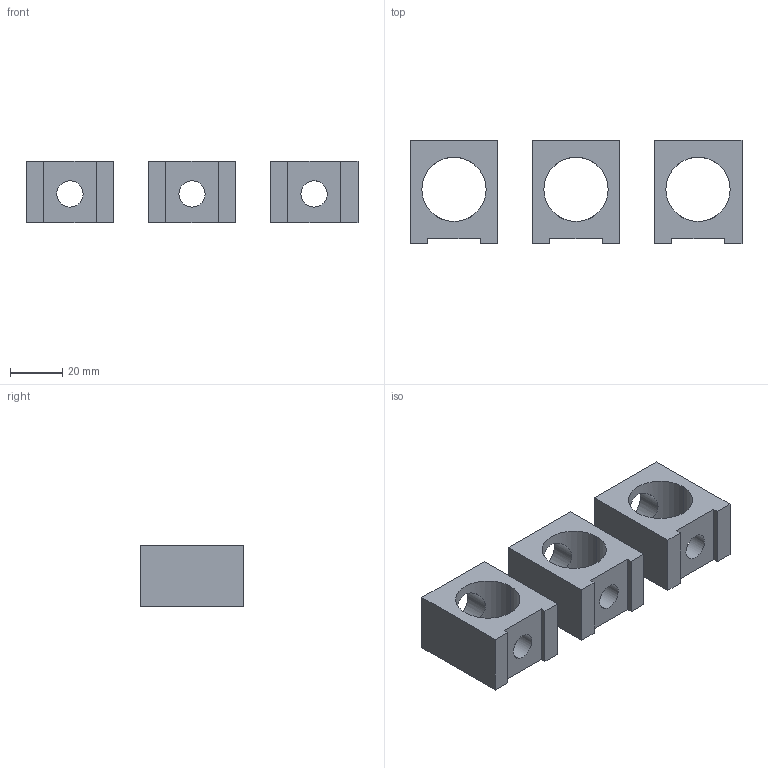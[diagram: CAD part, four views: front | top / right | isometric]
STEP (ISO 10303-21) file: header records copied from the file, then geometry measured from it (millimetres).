
FILE_DESCRIPTION(('CATIA V5 STEP Exchange'),'2;1');
FILE_NAME('1SDH001294R0141_1PA_001_00_A3_3p_FCCuAl_300mmq_sup.stp','2014-12-04T15:44:03+00:00',('none'),('none'),'CATIA Version 5 Release 20 SP 1 (IN-10)','CATIA V5 STEP AP214','none');
FILE_SCHEMA(('AUTOMOTIVE_DESIGN { 1 0 10303 214 1 1 1 1 }'));
Length unit declared in the file: millimetre
Products named in the file (1): 1SDH001294R0141_1PA_001_00_A3_3p_FCCuAl_300mmq_sup
Bounding box: 126.5 x 39.5 x 23.5 mm (x, y, z)
Volume: 51300.8 mm3; surface area: 21009.4 mm2
Topology: 3 solids, 3 shells, 48 faces, 126 edges, 84 vertices
Faces by surface type: plane 30, cylinder 18
Entity records: 1648 total; most frequent: CARTESIAN_POINT 496, ORIENTED_EDGE 252, DIRECTION 168, EDGE_CURVE 126, VECTOR 90, LINE 90, VERTEX_POINT 84, EDGE_LOOP 66
